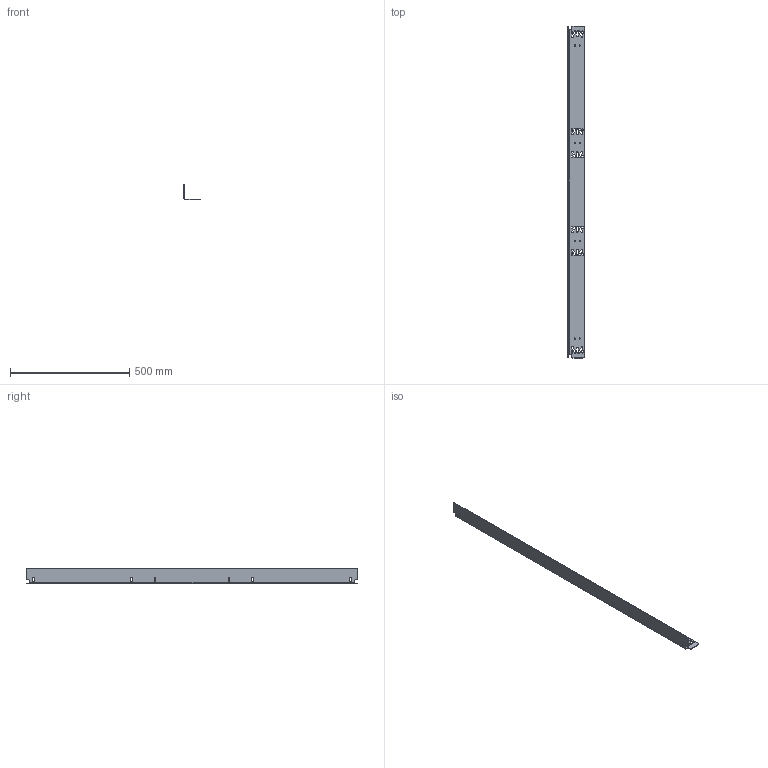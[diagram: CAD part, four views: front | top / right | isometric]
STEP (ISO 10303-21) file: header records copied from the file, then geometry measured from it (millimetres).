
FILE_DESCRIPTION((''),'2;1');
FILE_NAME('156646_SW','2011-04-06T',('banengservice'),('BANNER ENGINEERING'),'PRO/ENGINEER BY PARAMETRIC TECHNOLOGY CORPORATION, 2009141','PRO/ENGINEER BY PARAMETRIC TECHNOLOGY CORPORATION, 2009141','');
FILE_SCHEMA(('CONFIG_CONTROL_DESIGN'));
Length unit declared in the file: inch
Products named in the file (1): 156646_SW
Bounding box: 67.7 x 1390 x 65 mm (x, y, z)
Volume: 459322.8 mm3; surface area: 358562.2 mm2
Topology: 1 solids, 1 shells, 218 faces, 616 edges, 408 vertices
Faces by surface type: cylinder 118, plane 100
Entity records: 7348 total; most frequent: DIRECTION 1288, CARTESIAN_POINT 1242, ORIENTED_EDGE 1232, EDGE_CURVE 616, AXIS2_PLACEMENT_3D 454, VERTEX_POINT 408, VECTOR 380, LINE 380
